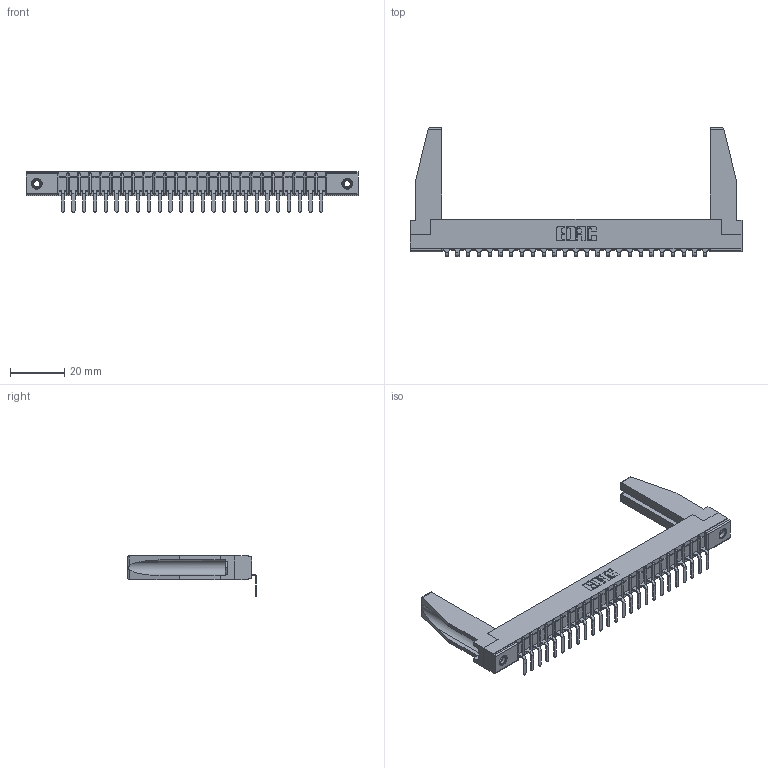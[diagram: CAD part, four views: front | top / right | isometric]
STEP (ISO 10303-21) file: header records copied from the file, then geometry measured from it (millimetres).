
FILE_DESCRIPTION (( 'STEP AP203' ), '1' );
FILE_NAME ('357-025-559-178.STEP', '2022-07-12T21:54:12', ( '' ), ( '' ), 'SwSTEP 2.0', 'SolidWorks 2020', '' );
FILE_SCHEMA (( 'CONFIG_CONTROL_DESIGN' ));
Length unit declared in the file: inch
Products named in the file (5): 345-250-001_345-250-001-102; 307 Part_.156 Dia Mounting Holes; 357-025-559-178; 307-220-078; 307-290-001_558 559 - 1 (Single)
Assembly tree (30 placements, depth 2):
  357-025-559-178
    307 Part_.156 Dia Mounting Holes
    307-290-001_558 559 - 1 (Single)  x25
    307-220-078  x2
    345-250-001_345-250-001-102  x2
Bounding box: 122.07 x 47.41 x 14.81 mm (x, y, z)
Volume: 11706.7 mm3; surface area: 15966.6 mm2
Topology: 30 solids, 30 shells, 1774 faces, 5003 edges, 3222 vertices
Faces by surface type: plane 1129, cylinder 577, sphere 52, cone 12, torus 4
Entity records: 26071 total; most frequent: CARTESIAN_POINT 4386, ORIENTED_EDGE 4328, DIRECTION 4232, EDGE_CURVE 2164, LINE 1656, VECTOR 1656, VERTEX_POINT 1400, AXIS2_PLACEMENT_3D 1288
